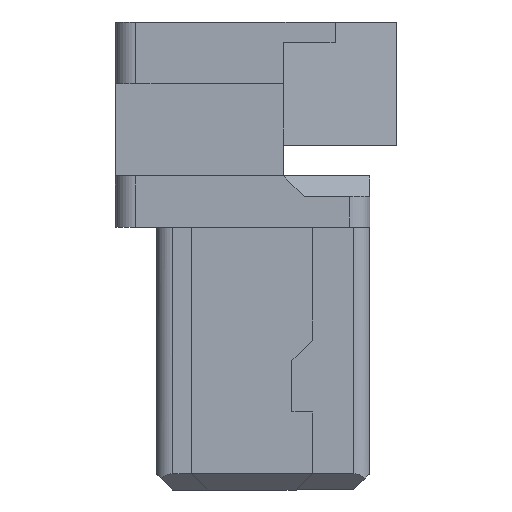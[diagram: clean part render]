
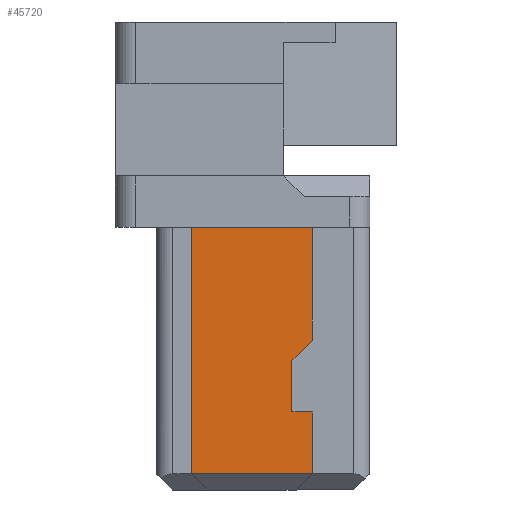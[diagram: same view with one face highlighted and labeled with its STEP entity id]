
A CAD part, left-side view. The second image highlights one B-rep face of the part: STEP entity #45720.
In plain terms, the highlighted face is planar.
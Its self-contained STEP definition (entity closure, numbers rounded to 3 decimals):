
#29040=CARTESIAN_POINT('',(29.897,67.416,12.625));
#29050=VERTEX_POINT('',#29040);
#29080=CARTESIAN_POINT('',(29.897,67.531,12.625));
#29090=DIRECTION('',(0.,-1.,0.));
#29100=VECTOR('',#29090,1.);
#29110=LINE('',#29080,#29100);
#29120=CARTESIAN_POINT('',(29.897,68.006,12.625));
#29130=VERTEX_POINT('',#29120);
#29140=EDGE_CURVE('',#29130,#29050,#29110,.T.);
#44050=CARTESIAN_POINT('',(28.822,68.006,12.625));
#44060=DIRECTION('',(1.,0.,0.));
#44070=VECTOR('',#44060,1.);
#44080=LINE('',#44050,#44070);
#44090=CARTESIAN_POINT('',(29.597,68.006,12.625));
#44100=VERTEX_POINT('',#44090);
#44110=EDGE_CURVE('',#44100,#29130,#44080,.T.);
#44310=CARTESIAN_POINT('',(29.597,56.396,12.625));
#44320=DIRECTION('',(0.,-1.,0.));
#44330=VECTOR('',#44320,1.);
#44340=LINE('',#44310,#44330);
#44350=CARTESIAN_POINT('',(29.597,67.906,12.625));
#44360=VERTEX_POINT('',#44350);
#44370=EDGE_CURVE('',#44100,#44360,#44340,.T.);
#44550=CARTESIAN_POINT('',(28.822,67.906,12.625));
#44560=DIRECTION('',(-1.,0.,0.));
#44570=VECTOR('',#44560,1.);
#44580=LINE('',#44550,#44570);
#44590=CARTESIAN_POINT('',(29.347,67.906,12.625));
#44600=VERTEX_POINT('',#44590);
#44610=EDGE_CURVE('',#44360,#44600,#44580,.T.);
#44790=CARTESIAN_POINT('',(28.822,68.431,12.625));
#44800=DIRECTION('',(-0.707,0.707,0.));
#44810=VECTOR('',#44800,1.);
#44820=LINE('',#44790,#44810);
#44830=CARTESIAN_POINT('',(29.247,68.006,12.625));
#44840=VERTEX_POINT('',#44830);
#44850=EDGE_CURVE('',#44600,#44840,#44820,.T.);
#44960=CARTESIAN_POINT('',(28.697,68.006,12.625));
#44970=VERTEX_POINT('',#44960);
#44980=EDGE_CURVE('',#44970,#44840,#44080,.T.);
#45450=CARTESIAN_POINT('',(29.977,67.646,12.625));
#45460=DIRECTION('',(0.,0.,1.));
#45470=DIRECTION('',(1.,0.,0.));
#45480=AXIS2_PLACEMENT_3D('',#45450,#45460,#45470);
#45490=PLANE('',#45480);
#45500=CARTESIAN_POINT('',(0.,67.416,12.625));
#45510=DIRECTION('',(1.,0.,0.));
#45520=VECTOR('',#45510,1.);
#45530=LINE('',#45500,#45520);
#45540=CARTESIAN_POINT('',(28.697,67.416,12.625));
#45550=VERTEX_POINT('',#45540);
#45560=EDGE_CURVE('',#45550,#29050,#45530,.T.);
#45570=ORIENTED_EDGE('',*,*,#45560,.T.);
#45580=CARTESIAN_POINT('',(28.697,0.,12.625));
#45590=DIRECTION('',(0.,1.,0.));
#45600=VECTOR('',#45590,1.);
#45610=LINE('',#45580,#45600);
#45620=EDGE_CURVE('',#45550,#44970,#45610,.T.);
#45630=ORIENTED_EDGE('',*,*,#45620,.F.);
#45640=ORIENTED_EDGE('',*,*,#44980,.F.);
#45650=ORIENTED_EDGE('',*,*,#44850,.T.);
#45660=ORIENTED_EDGE('',*,*,#44610,.T.);
#45670=ORIENTED_EDGE('',*,*,#44370,.T.);
#45680=ORIENTED_EDGE('',*,*,#44110,.F.);
#45690=ORIENTED_EDGE('',*,*,#29140,.F.);
#45700=EDGE_LOOP('',(#45690,#45680,#45670,#45660,#45650,#45640,#45630,
#45570));
#45710=FACE_OUTER_BOUND('',#45700,.T.);
#45720=ADVANCED_FACE('',(#45710),#45490,.T.);
